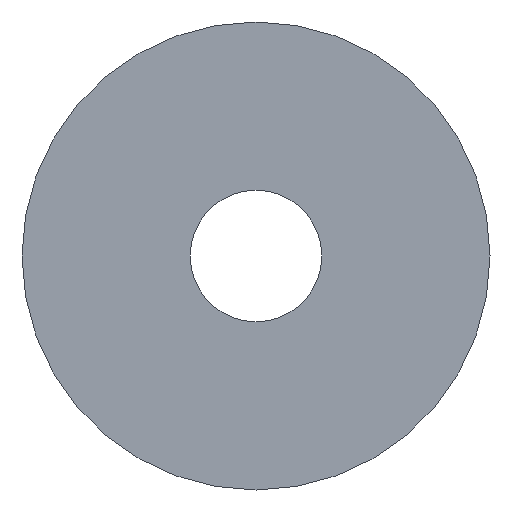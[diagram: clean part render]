
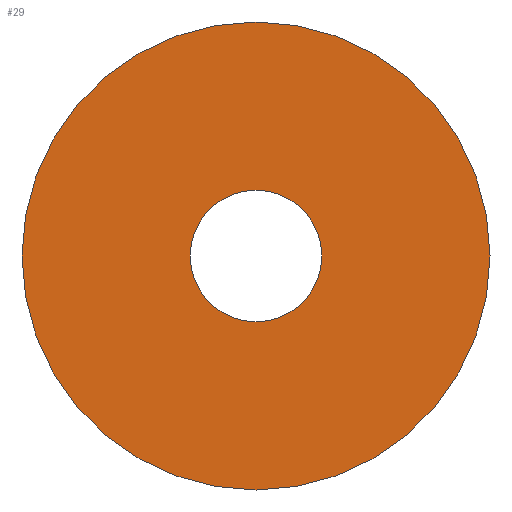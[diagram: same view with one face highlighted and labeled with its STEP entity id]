
A CAD part, front view. The second image highlights one B-rep face of the part: STEP entity #29.
In plain terms, the highlighted planar face has unit normal (0, -1, 0).
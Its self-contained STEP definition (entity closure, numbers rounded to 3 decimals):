
#7 = EDGE_CURVE ( 'NONE', #179, #198, #208, .T. ) ;
#8 = EDGE_CURVE ( 'NONE', #189, #193, #227, .T. ) ;
#12 = EDGE_CURVE ( 'NONE', #198, #179, #209, .T. ) ;
#29 = ADVANCED_FACE ( 'NONE', ( #123, #125 ), #87, .F. ) ;
#31 = EDGE_CURVE ( 'NONE', #193, #189, #213, .T. ) ;
#45 = DIRECTION ( 'NONE',  ( 0., 0., 1. ) ) ;
#55 = CARTESIAN_POINT ( 'NONE',  ( 0., 0., 0. ) ) ;
#60 = EDGE_LOOP ( 'NONE', ( #178, #194 ) ) ;
#61 = CARTESIAN_POINT ( 'NONE',  ( 0., 0., 0. ) ) ;
#63 = EDGE_LOOP ( 'NONE', ( #182, #185 ) ) ;
#65 = DIRECTION ( 'NONE',  ( 0., 1., 0. ) ) ;
#66 = DIRECTION ( 'NONE',  ( 0., 0., 1. ) ) ;
#68 = DIRECTION ( 'NONE',  ( 0., 1., 0. ) ) ;
#69 = DIRECTION ( 'NONE',  ( 0., 0., 1. ) ) ;
#73 = CARTESIAN_POINT ( 'NONE',  ( 0., 0., 0. ) ) ;
#79 = DIRECTION ( 'NONE',  ( 0., 1., 0. ) ) ;
#86 = DIRECTION ( 'NONE',  ( 0., 1., 0. ) ) ;
#87 = PLANE ( 'NONE',  #233 ) ;
#88 = DIRECTION ( 'NONE',  ( 0., 0., 1. ) ) ;
#96 = DIRECTION ( 'NONE',  ( 0., 1., 0. ) ) ;
#100 = DIRECTION ( 'NONE',  ( 0., 0., 1. ) ) ;
#101 = CARTESIAN_POINT ( 'NONE',  ( 0., 0., -4.5 ) ) ;
#103 = CARTESIAN_POINT ( 'NONE',  ( 0., 0., 0. ) ) ;
#105 = CARTESIAN_POINT ( 'NONE',  ( 0., 0., -16. ) ) ;
#106 = CARTESIAN_POINT ( 'NONE',  ( 0., 0., 4.5 ) ) ;
#108 = CARTESIAN_POINT ( 'NONE',  ( 0., 0., 0. ) ) ;
#111 = CARTESIAN_POINT ( 'NONE',  ( 0., 0., 16. ) ) ;
#123 = FACE_OUTER_BOUND ( 'NONE', #60, .T. ) ;
#125 = FACE_BOUND ( 'NONE', #63, .T. ) ;
#178 = ORIENTED_EDGE ( 'NONE', *, *, #31, .F. ) ;
#179 = VERTEX_POINT ( 'NONE', #106 ) ;
#182 = ORIENTED_EDGE ( 'NONE', *, *, #12, .T. ) ;
#185 = ORIENTED_EDGE ( 'NONE', *, *, #7, .T. ) ;
#189 = VERTEX_POINT ( 'NONE', #111 ) ;
#193 = VERTEX_POINT ( 'NONE', #105 ) ;
#194 = ORIENTED_EDGE ( 'NONE', *, *, #8, .F. ) ;
#198 = VERTEX_POINT ( 'NONE', #101 ) ;
#208 = CIRCLE ( 'NONE', #217, 4.5 ) ;
#209 = CIRCLE ( 'NONE', #219, 4.5 ) ;
#213 = CIRCLE ( 'NONE', #236, 16. ) ;
#217 = AXIS2_PLACEMENT_3D ( 'NONE', #73, #65, #45 ) ;
#219 = AXIS2_PLACEMENT_3D ( 'NONE', #55, #68, #69 ) ;
#225 = AXIS2_PLACEMENT_3D ( 'NONE', #61, #79, #66 ) ;
#227 = CIRCLE ( 'NONE', #225, 16. ) ;
#233 = AXIS2_PLACEMENT_3D ( 'NONE', #108, #86, #88 ) ;
#236 = AXIS2_PLACEMENT_3D ( 'NONE', #103, #96, #100 ) ;
